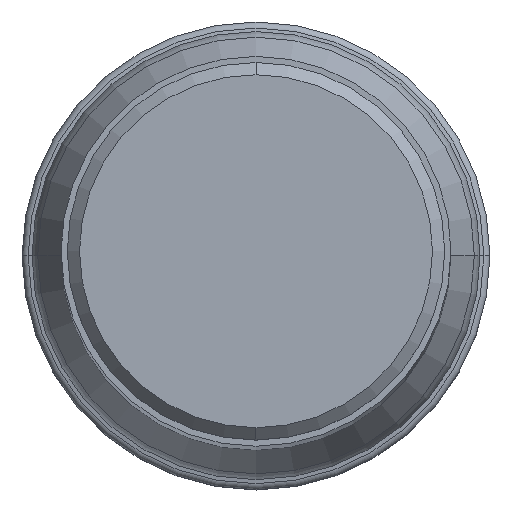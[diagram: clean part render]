
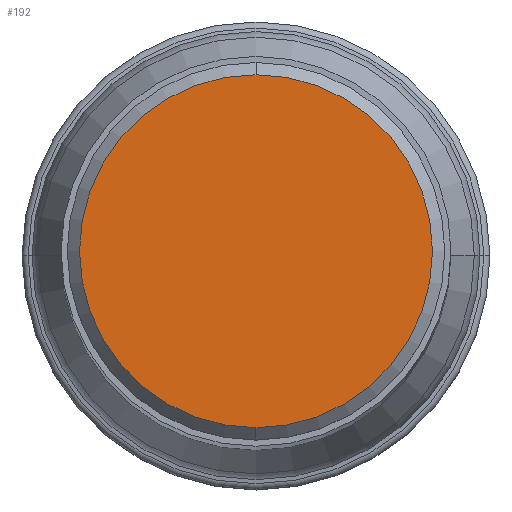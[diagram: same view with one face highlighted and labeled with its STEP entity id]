
A CAD part, top view. The second image highlights one B-rep face of the part: STEP entity #192.
In plain terms, the highlighted planar face has unit normal (0, 0, 1).
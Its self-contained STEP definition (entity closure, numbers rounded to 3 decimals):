
#29=PLANE('',#1261);
#192=ADVANCED_FACE('',(#261),#29,.F.);
#261=FACE_OUTER_BOUND('',#329,.T.);
#329=EDGE_LOOP('',(#566,#567));
#566=ORIENTED_EDGE('',*,*,#801,.T.);
#567=ORIENTED_EDGE('',*,*,#799,.T.);
#672=VERTEX_POINT('',#3168);
#673=VERTEX_POINT('',#3170);
#799=EDGE_CURVE('',#673,#672,#959,.T.);
#801=EDGE_CURVE('',#672,#673,#960,.T.);
#959=CIRCLE('',#1257,14.375);
#960=CIRCLE('',#1259,14.375);
#1257=AXIS2_PLACEMENT_3D('',#3169,#1558,#1559);
#1259=AXIS2_PLACEMENT_3D('',#3173,#1563,#1564);
#1261=AXIS2_PLACEMENT_3D('',#3175,#1567,#1568);
#1558=DIRECTION('',(0.,0.,1.));
#1559=DIRECTION('',(0.,1.,0.));
#1563=DIRECTION('',(0.,0.,1.));
#1564=DIRECTION('',(0.,-1.,0.));
#1567=DIRECTION('',(0.,0.,-1.));
#1568=DIRECTION('',(1.,0.,0.));
#3168=CARTESIAN_POINT('',(0.,-14.375,0.));
#3169=CARTESIAN_POINT('',(0.,0.,0.));
#3170=CARTESIAN_POINT('',(0.,14.375,0.));
#3173=CARTESIAN_POINT('',(0.,0.,0.));
#3175=CARTESIAN_POINT('',(0.,0.,0.));
